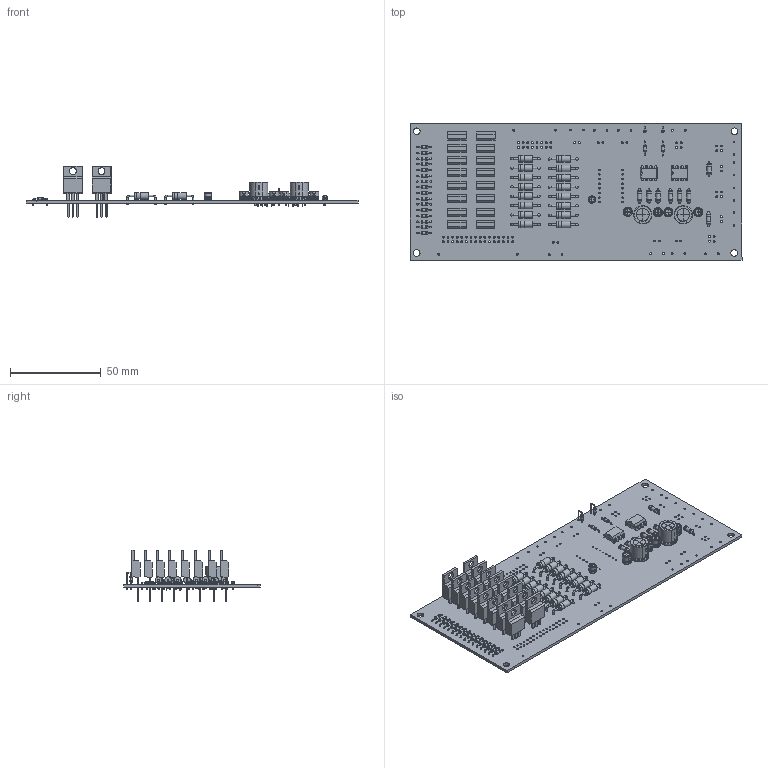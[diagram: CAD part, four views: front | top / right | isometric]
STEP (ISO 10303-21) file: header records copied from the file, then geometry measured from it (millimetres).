
FILE_DESCRIPTION(('KiCad electronic assembly'),'2;1');
FILE_NAME('Final_PCB.step','2024-03-12T11:32:13',('Pcbnew'),('Kicad'), 'Open CASCADE STEP processor 7.6','KiCad to STEP converter','Unknown' );
FILE_SCHEMA(('AUTOMOTIVE_DESIGN { 1 0 10303 214 1 1 1 1 }'));
Length unit declared in the file: millimetre
Products named in the file (20): Final_PCB 1; R_Axial_DIN0204_L3.6mm_D1.6mm_P2.54mm_Vertical; SOLID; R_Axial_DIN0204_L3.6mm_D1.6mm_P7.62mm_Horizontal; TO-220-3_Vertical; DIP-8_W7.62mm; R_Axial_DIN0207_L6.3mm_D2.5mm_P7.62mm_Horizontal; CP_Radial_D10.0mm_P5.00mm; D_DO-15_P15.24mm_Horizontal; CP_Radial_D5.0mm_P2.00mm; CP_Radial_D4.0mm_P2.00mm; Final_PCB PCB
Assembly tree (79 placements, depth 3):
  Final_PCB 1
    R_Axial_DIN0204_L3.6mm_D1.6mm_P2.54mm_Vertical  x2
      SOLID
    R_Axial_DIN0204_L3.6mm_D1.6mm_P7.62mm_Horizontal  x18
      SOLID
    TO-220-3_Vertical  x16
      SOLID
    DIP-8_W7.62mm  x2
      SOLID
    R_Axial_DIN0207_L6.3mm_D2.5mm_P7.62mm_Horizontal  x8
      SOLID
    CP_Radial_D10.0mm_P5.00mm  x2
      SOLID
    D_DO-15_P15.24mm_Horizontal  x16
      SOLID
    CP_Radial_D5.0mm_P2.00mm  x4
      SOLID
    CP_Radial_D4.0mm_P2.00mm
      SOLID
    Final_PCB PCB
Bounding box: 182.58 x 75.27 x 28.52 mm (x, y, z)
Volume: 33482.3 mm3; surface area: 44960.7 mm2
Topology: 70 solids, 77 shells, 2413 faces, 5812 edges, 3745 vertices
Faces by surface type: plane 1409, cylinder 730, torus 158, bspline 82, revolution 34
Full cylindrical faces by diameter (mm): 0.3 x2, 0.5 x88, 0.6 x18, 0.7 x44, 0.8 x56, 0.9 x64, 1 x4, 1.02 x108, 1.1 x48, 1.2 x32, 1.44 x20, 1.6 x40, 2.25 x8, 2.5 x16, 3.6 x32, 3.62 x16, 3.7 x4, 3.735 x16
Entity records: 59436 total; most frequent: CARTESIAN_POINT 17873, DIRECTION 7099, LINE 3813, VECTOR 3813, ORIENTED_EDGE 3786, PCURVE 3786, DEFINITIONAL_REPRESENTATION 3786, EDGE_CURVE 1893
